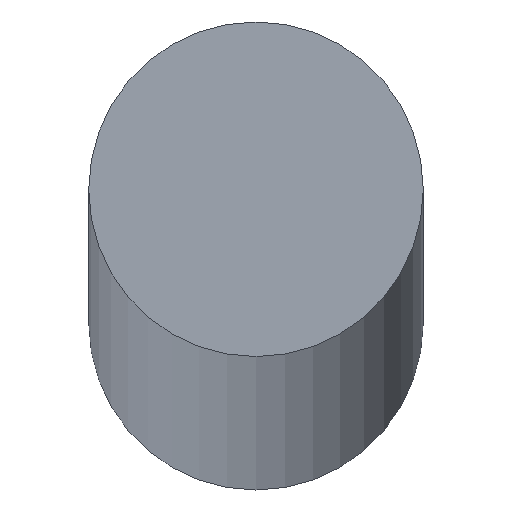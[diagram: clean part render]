
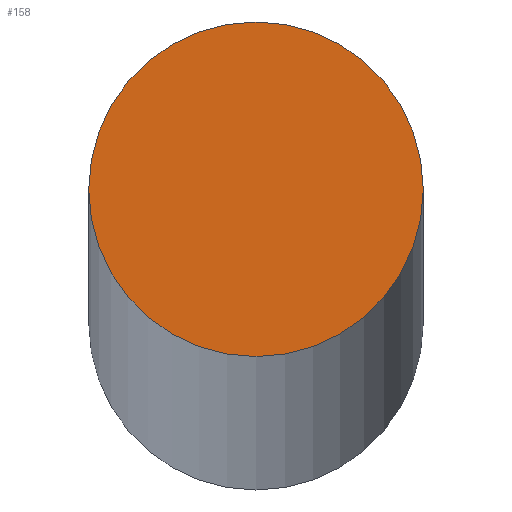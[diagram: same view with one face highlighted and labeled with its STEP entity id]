
A CAD part, top view. The second image highlights one B-rep face of the part: STEP entity #158.
In plain terms, the highlighted planar face has unit normal (0, 0, 1).
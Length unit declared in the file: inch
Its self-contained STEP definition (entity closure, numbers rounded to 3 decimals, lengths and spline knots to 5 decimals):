
#4 = PLANE ( 'NONE',  #39 ) ;
#13 = AXIS2_PLACEMENT_3D ( 'NONE', #65, #63, #88 ) ;
#28 = ORIENTED_EDGE ( 'NONE', *, *, #84, .T. ) ;
#31 = DIRECTION ( 'NONE',  ( 1., 0., 0. ) ) ;
#32 = CARTESIAN_POINT ( 'NONE',  ( 0., 0., 72. ) ) ;
#33 = AXIS2_PLACEMENT_3D ( 'NONE', #161, #104, #103 ) ;
#39 = AXIS2_PLACEMENT_3D ( 'NONE', #32, #153, #31 ) ;
#63 = DIRECTION ( 'NONE',  ( 0., 0., 1. ) ) ;
#65 = CARTESIAN_POINT ( 'NONE',  ( 0., 0., 72. ) ) ;
#67 = VERTEX_POINT ( 'NONE', #135 ) ;
#84 = EDGE_CURVE ( 'NONE', #167, #67, #92, .T. ) ;
#86 = EDGE_LOOP ( 'NONE', ( #109, #28 ) ) ;
#88 = DIRECTION ( 'NONE',  ( 1., 0., 0. ) ) ;
#91 = EDGE_CURVE ( 'NONE', #67, #167, #138, .T. ) ;
#92 = CIRCLE ( 'NONE', #13, 0.315 ) ;
#97 = CARTESIAN_POINT ( 'NONE',  ( 0.315, 0., 72. ) ) ;
#103 = DIRECTION ( 'NONE',  ( 1., 0., 0. ) ) ;
#104 = DIRECTION ( 'NONE',  ( 0., 0., 1. ) ) ;
#109 = ORIENTED_EDGE ( 'NONE', *, *, #91, .T. ) ;
#135 = CARTESIAN_POINT ( 'NONE',  ( -0.315, 0., 72. ) ) ;
#138 = CIRCLE ( 'NONE', #33, 0.315 ) ;
#153 = DIRECTION ( 'NONE',  ( 0., 0., 1. ) ) ;
#158 = ADVANCED_FACE ( 'NONE', ( #165 ), #4, .T. ) ;
#161 = CARTESIAN_POINT ( 'NONE',  ( 0., 0., 72. ) ) ;
#165 = FACE_OUTER_BOUND ( 'NONE', #86, .T. ) ;
#167 = VERTEX_POINT ( 'NONE', #97 ) ;
